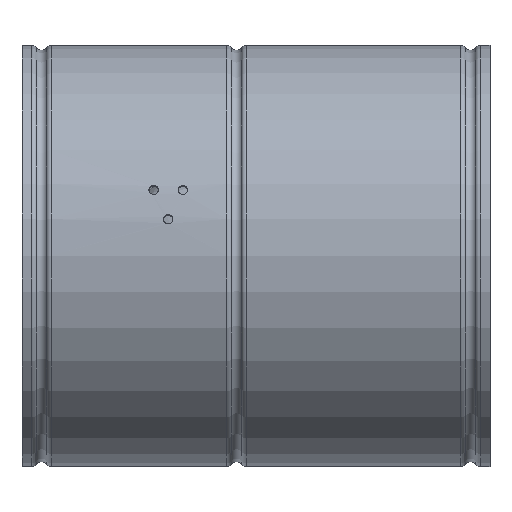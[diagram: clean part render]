
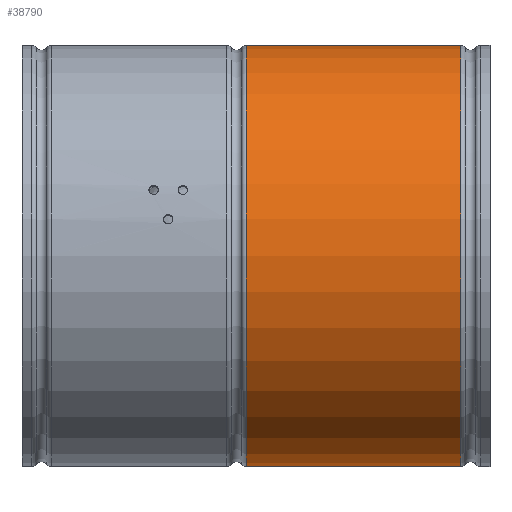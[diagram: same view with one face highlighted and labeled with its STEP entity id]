
A CAD part, top view. The second image highlights one B-rep face of the part: STEP entity #38790.
In plain terms, the highlighted cylindrical face has radius 108 mm (diameter 216 mm), a partial arc.
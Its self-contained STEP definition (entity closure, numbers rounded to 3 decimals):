
#38230=CARTESIAN_POINT('',(5.393,22.439,
-0.246));
#38240=VERTEX_POINT('',#38230);
#38330=CARTESIAN_POINT('',(5.393,-193.561,
-0.246));
#38340=VERTEX_POINT('',#38330);
#38370=CARTESIAN_POINT('',(5.393,-85.561,
-0.246));
#38380=DIRECTION('',(1.,0.,0.));
#38390=DIRECTION('',(0.,1.,0.));
#38400=AXIS2_PLACEMENT_3D('',#38370,#38380,#38390);
#38410=CIRCLE('',#38400,108.);
#38470=CARTESIAN_POINT('',(120.083,-85.561,
-0.246));
#38480=DIRECTION('',(-1.,0.,0.));
#38490=DIRECTION('',(0.,1.,0.));
#38500=AXIS2_PLACEMENT_3D('',#38470,#38480,#38490);
#38510=CYLINDRICAL_SURFACE('',#38500,108.);
#38520=CARTESIAN_POINT('',(120.083,-193.561,
-0.246));
#38530=DIRECTION('',(-1.,0.,0.));
#38540=VECTOR('',#38530,1.);
#38550=LINE('',#38520,#38540);
#38560=CARTESIAN_POINT('',(115.646,-193.561,
-0.246));
#38570=VERTEX_POINT('',#38560);
#38580=EDGE_CURVE('',#38570,#38340,#38550,.T.);
#38590=ORIENTED_EDGE('',*,*,#38580,.F.);
#38600=EDGE_CURVE('',#38240,#38340,#38410,.T.);
#38610=ORIENTED_EDGE('',*,*,#38600,.T.);
#38620=CARTESIAN_POINT('',(120.083,22.439,
-0.246));
#38630=DIRECTION('',(-1.,0.,0.));
#38640=VECTOR('',#38630,1.);
#38650=LINE('',#38620,#38640);
#38660=CARTESIAN_POINT('',(115.646,22.439,
-0.246));
#38670=VERTEX_POINT('',#38660);
#38680=EDGE_CURVE('',#38670,#38240,#38650,.T.);
#38690=ORIENTED_EDGE('',*,*,#38680,.T.);
#38700=CARTESIAN_POINT('',(115.646,-85.561,
-0.246));
#38710=DIRECTION('',(1.,0.,0.));
#38720=DIRECTION('',(0.,1.,0.));
#38730=AXIS2_PLACEMENT_3D('',#38700,#38710,#38720);
#38740=CIRCLE('',#38730,108.);
#38750=EDGE_CURVE('',#38670,#38570,#38740,.T.);
#38760=ORIENTED_EDGE('',*,*,#38750,.F.);
#38770=EDGE_LOOP('',(#38760,#38690,#38610,#38590));
#38780=FACE_OUTER_BOUND('',#38770,.T.);
#38790=ADVANCED_FACE('',(#38780),#38510,.T.);
